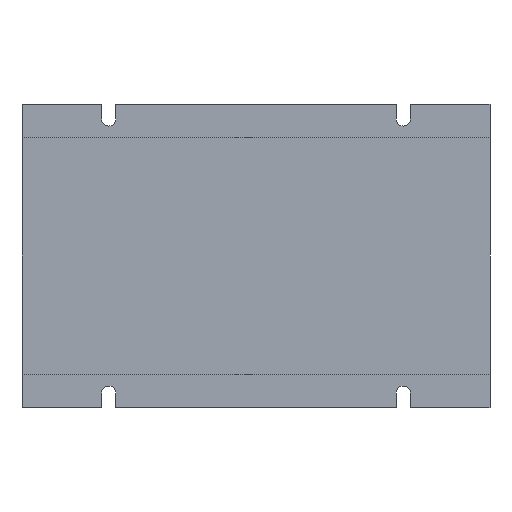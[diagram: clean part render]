
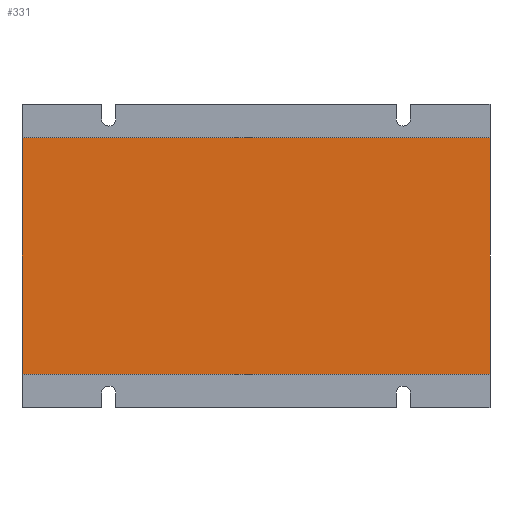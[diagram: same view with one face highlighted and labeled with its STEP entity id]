
A CAD part, front view. The second image highlights one B-rep face of the part: STEP entity #331.
In plain terms, the highlighted planar face has unit normal (0, -1, 0).
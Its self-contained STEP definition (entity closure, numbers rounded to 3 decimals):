
#28 = VECTOR ( 'NONE', #1020, 1000. ) ;
#116 = ORIENTED_EDGE ( 'NONE', *, *, #783, .T. ) ;
#150 = DIRECTION ( 'NONE',  ( 0., 0., 1. ) ) ;
#216 = LINE ( 'NONE', #975, #446 ) ;
#245 = EDGE_CURVE ( 'NONE', #525, #390, #716, .T. ) ;
#292 = DIRECTION ( 'NONE',  ( 0., 1., 0. ) ) ;
#298 = DIRECTION ( 'NONE',  ( 0., 0., 1. ) ) ;
#315 = PLANE ( 'NONE',  #554 ) ;
#326 = EDGE_CURVE ( 'NONE', #1086, #390, #216, .T. ) ;
#331 = ADVANCED_FACE ( 'NONE', ( #1085 ), #315, .F. ) ;
#390 = VERTEX_POINT ( 'NONE', #842 ) ;
#405 = CARTESIAN_POINT ( 'NONE',  ( -68.162, 0.5, -23.099 ) ) ;
#412 = LINE ( 'NONE', #405, #28 ) ;
#446 = VECTOR ( 'NONE', #150, 1000. ) ;
#518 = ORIENTED_EDGE ( 'NONE', *, *, #326, .T. ) ;
#525 = VERTEX_POINT ( 'NONE', #687 ) ;
#544 = CARTESIAN_POINT ( 'NONE',  ( -67.162, 0.5, -23.099 ) ) ;
#547 = CARTESIAN_POINT ( 'NONE',  ( 94.838, 0.5, -23.099 ) ) ;
#554 = AXIS2_PLACEMENT_3D ( 'NONE', #1063, #292, #298 ) ;
#594 = CARTESIAN_POINT ( 'NONE',  ( -67.162, 0.5, -34.599 ) ) ;
#687 = CARTESIAN_POINT ( 'NONE',  ( -67.162, 0.5, 58.901 ) ) ;
#710 = EDGE_LOOP ( 'NONE', ( #116, #518, #883, #758 ) ) ;
#716 = LINE ( 'NONE', #821, #946 ) ;
#758 = ORIENTED_EDGE ( 'NONE', *, *, #776, .F. ) ;
#776 = EDGE_CURVE ( 'NONE', #982, #525, #920, .T. ) ;
#783 = EDGE_CURVE ( 'NONE', #982, #1086, #412, .T. ) ;
#821 = CARTESIAN_POINT ( 'NONE',  ( -68.162, 0.5, 58.901 ) ) ;
#842 = CARTESIAN_POINT ( 'NONE',  ( 94.838, 0.5, 58.901 ) ) ;
#857 = VECTOR ( 'NONE', #1107, 1000. ) ;
#883 = ORIENTED_EDGE ( 'NONE', *, *, #245, .F. ) ;
#896 = DIRECTION ( 'NONE',  ( 1., 0., 0. ) ) ;
#920 = LINE ( 'NONE', #594, #857 ) ;
#946 = VECTOR ( 'NONE', #896, 1000. ) ;
#975 = CARTESIAN_POINT ( 'NONE',  ( 94.838, 0.5, 58.901 ) ) ;
#982 = VERTEX_POINT ( 'NONE', #544 ) ;
#1020 = DIRECTION ( 'NONE',  ( 1., 0., 0. ) ) ;
#1063 = CARTESIAN_POINT ( 'NONE',  ( -68.162, 0.5, 58.901 ) ) ;
#1085 = FACE_OUTER_BOUND ( 'NONE', #710, .T. ) ;
#1086 = VERTEX_POINT ( 'NONE', #547 ) ;
#1107 = DIRECTION ( 'NONE',  ( 0., 0., 1. ) ) ;
